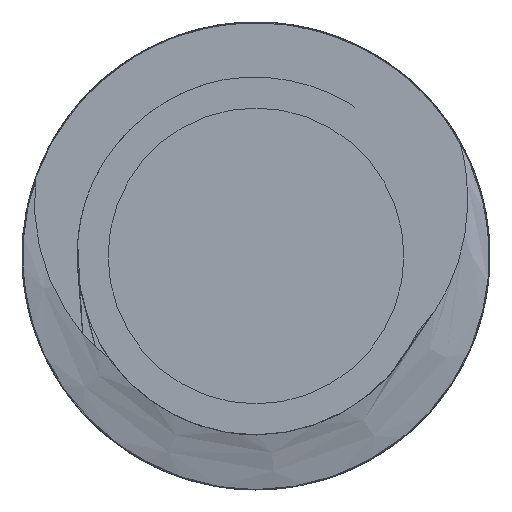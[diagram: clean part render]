
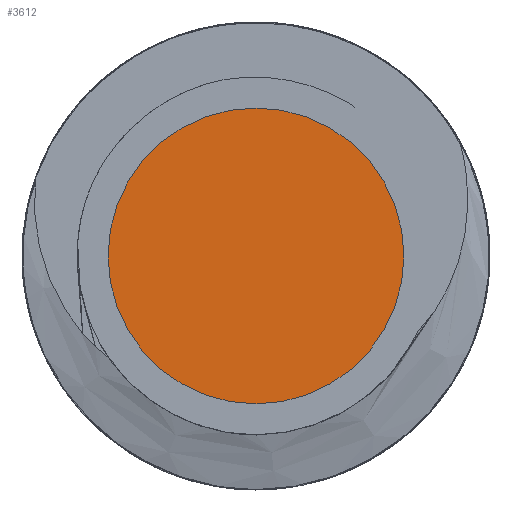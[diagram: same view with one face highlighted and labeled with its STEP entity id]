
A CAD part, left-side view. The second image highlights one B-rep face of the part: STEP entity #3612.
In plain terms, the highlighted planar face has unit normal (-1, 0, 0).
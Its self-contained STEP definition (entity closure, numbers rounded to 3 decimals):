
#22=PLANE('',#3829);
#216=FACE_OUTER_BOUND('',#413,.T.);
#413=EDGE_LOOP('',(#3214));
#431=CIRCLE('',#3828,5.);
#1542=VERTEX_POINT('',#17751);
#2102=EDGE_CURVE('',#1542,#1542,#431,.T.);
#3214=ORIENTED_EDGE('',*,*,#2102,.T.);
#3612=ADVANCED_FACE('',(#216),#22,.T.);
#3828=AXIS2_PLACEMENT_3D('',#17752,#4406,#4407);
#3829=AXIS2_PLACEMENT_3D('',#17754,#4409,#4410);
#4406=DIRECTION('center_axis',(-1.,0.,0.));
#4407=DIRECTION('ref_axis',(0.,0.,1.));
#4409=DIRECTION('center_axis',(-1.,0.,0.));
#4410=DIRECTION('ref_axis',(0.,0.,1.));
#17751=CARTESIAN_POINT('',(-153.5,0.,-5.));
#17752=CARTESIAN_POINT('Origin',(-153.5,0.,0.));
#17754=CARTESIAN_POINT('Origin',(-153.5,0.,0.));
